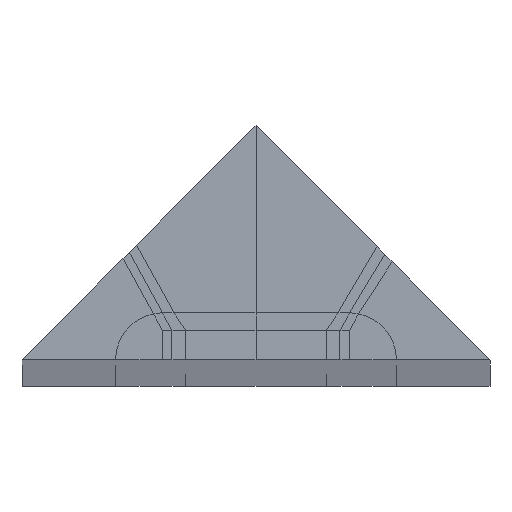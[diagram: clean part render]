
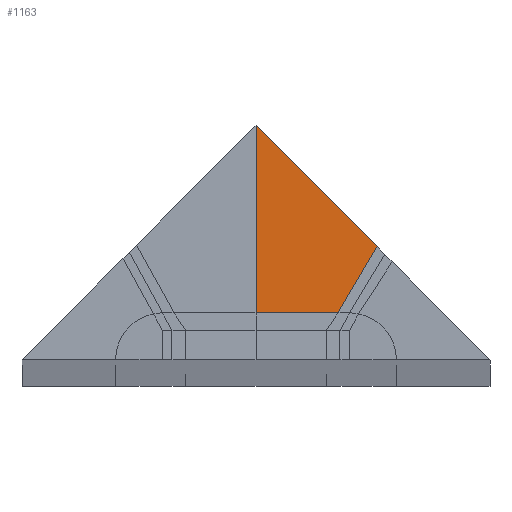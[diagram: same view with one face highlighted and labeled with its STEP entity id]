
A CAD part, top view. The second image highlights one B-rep face of the part: STEP entity #1163.
In plain terms, the highlighted planar face has unit normal (0, 0, 1).
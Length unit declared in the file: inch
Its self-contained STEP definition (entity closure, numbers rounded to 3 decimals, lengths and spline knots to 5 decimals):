
#88=FACE_OUTER_BOUND('',#156,.T.);
#156=EDGE_LOOP('',(#946,#947,#948,#949));
#281=LINE('',#1841,#426);
#296=LINE('',#1868,#441);
#297=LINE('',#1871,#442);
#298=LINE('',#1872,#443);
#426=VECTOR('',#1499,0.3937);
#441=VECTOR('',#1522,0.3937);
#442=VECTOR('',#1525,0.3937);
#443=VECTOR('',#1526,0.3937);
#545=VERTEX_POINT('',#1838);
#546=VERTEX_POINT('',#1840);
#554=VERTEX_POINT('',#1865);
#555=VERTEX_POINT('',#1870);
#682=EDGE_CURVE('',#545,#546,#281,.T.);
#697=EDGE_CURVE('',#554,#546,#296,.T.);
#698=EDGE_CURVE('',#555,#545,#297,.T.);
#699=EDGE_CURVE('',#554,#555,#298,.T.);
#946=ORIENTED_EDGE('',*,*,#682,.F.);
#947=ORIENTED_EDGE('',*,*,#698,.F.);
#948=ORIENTED_EDGE('',*,*,#699,.F.);
#949=ORIENTED_EDGE('',*,*,#697,.T.);
#1098=PLANE('',#1258);
#1163=ADVANCED_FACE('',(#88),#1098,.F.);
#1258=AXIS2_PLACEMENT_3D('',#1869,#1523,#1524);
#1499=DIRECTION('',(-0.509,-0.861,0.));
#1522=DIRECTION('',(1.,0.,0.));
#1523=DIRECTION('center_axis',(0.,0.,-1.));
#1524=DIRECTION('ref_axis',(-1.,0.,0.));
#1525=DIRECTION('',(0.707,-0.707,0.));
#1526=DIRECTION('',(0.,1.,0.));
#1838=CARTESIAN_POINT('',(0.51725,-0.51725,3.));
#1840=CARTESIAN_POINT('',(0.35,-0.8,3.));
#1841=CARTESIAN_POINT('',(0.28273,-0.91372,3.));
#1865=CARTESIAN_POINT('',(0.,-0.8,3.));
#1868=CARTESIAN_POINT('',(0.175,-0.8,3.));
#1869=CARTESIAN_POINT('Origin',(0.,-0.9,
3.));
#1870=CARTESIAN_POINT('',(0.,0.,3.));
#1871=CARTESIAN_POINT('',(0.00005,-0.00005,3.));
#1872=CARTESIAN_POINT('',(0.,-0.45,3.));
